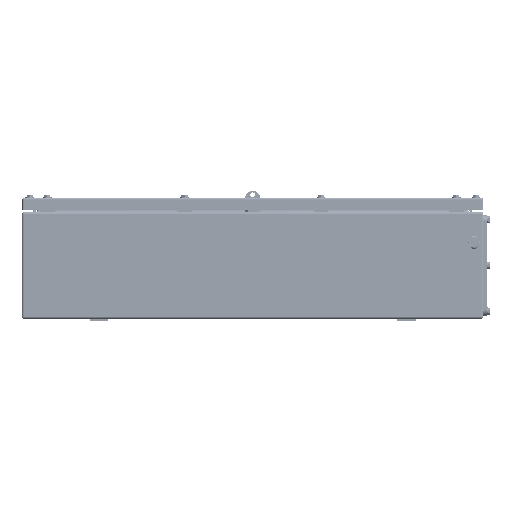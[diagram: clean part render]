
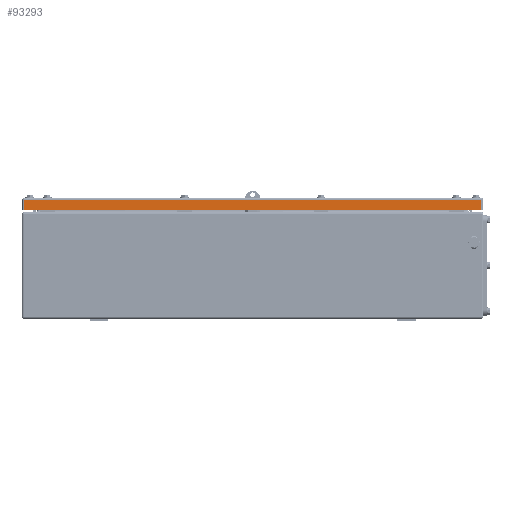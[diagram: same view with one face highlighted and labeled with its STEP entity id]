
A CAD part, left-side view. The second image highlights one B-rep face of the part: STEP entity #93293.
In plain terms, the highlighted planar face has unit normal (-1, 0, 0).
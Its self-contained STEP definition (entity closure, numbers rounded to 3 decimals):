
#93266=AXIS2_PLACEMENT_3D('Plane Axis2P3D',#93263,#93264,#93265) ;
#92676=CARTESIAN_POINT('Vertex',(41.,14.5,200.5)) ;
#92683=CARTESIAN_POINT('Vertex',(41.,769.5,200.5)) ;
#92686=CARTESIAN_POINT('Line Origine',(41.,392.,200.5)) ;
#93263=CARTESIAN_POINT('Axis2P3D Location',(41.,11.5,183.5)) ;
#93268=CARTESIAN_POINT('Line Origine',(41.,14.5,192.)) ;
#93272=CARTESIAN_POINT('Vertex',(41.,14.5,183.5)) ;
#93275=CARTESIAN_POINT('Line Origine',(41.,769.5,192.)) ;
#93279=CARTESIAN_POINT('Vertex',(41.,769.5,183.5)) ;
#93282=CARTESIAN_POINT('Line Origine',(41.,392.,183.5)) ;
#92687=DIRECTION('Vector Direction',(0.,1.,0.)) ;
#93264=DIRECTION('Axis2P3D Direction',(-1.,0.,0.)) ;
#93265=DIRECTION('Axis2P3D XDirection',(0.,-1.,0.)) ;
#93269=DIRECTION('Vector Direction',(0.,0.,1.)) ;
#93276=DIRECTION('Vector Direction',(0.,0.,-1.)) ;
#93283=DIRECTION('Vector Direction',(0.,-1.,0.)) ;
#92688=VECTOR('Line Direction',#92687,1.) ;
#93270=VECTOR('Line Direction',#93269,1.) ;
#93277=VECTOR('Line Direction',#93276,1.) ;
#93284=VECTOR('Line Direction',#93283,1.) ;
#93288=ORIENTED_EDGE('',*,*,#93274,.T.) ;
#93289=ORIENTED_EDGE('',*,*,#92690,.T.) ;
#93290=ORIENTED_EDGE('',*,*,#93281,.T.) ;
#93291=ORIENTED_EDGE('',*,*,#93286,.T.) ;
#93293=ADVANCED_FACE('Cover',(#93292),#93267,.T.) ;
#92690=EDGE_CURVE('',#92677,#92684,#92689,.T.) ;
#93274=EDGE_CURVE('',#93273,#92677,#93271,.T.) ;
#93281=EDGE_CURVE('',#92684,#93280,#93278,.T.) ;
#93286=EDGE_CURVE('',#93280,#93273,#93285,.T.) ;
#93287=EDGE_LOOP('',(#93288,#93289,#93290,#93291)) ;
#93292=FACE_OUTER_BOUND('',#93287,.T.) ;
#92689=LINE('Line',#92686,#92688) ;
#93271=LINE('Line',#93268,#93270) ;
#93278=LINE('Line',#93275,#93277) ;
#93285=LINE('Line',#93282,#93284) ;
#93267=PLANE('',#93266) ;
#92677=VERTEX_POINT('',#92676) ;
#92684=VERTEX_POINT('',#92683) ;
#93273=VERTEX_POINT('',#93272) ;
#93280=VERTEX_POINT('',#93279) ;
